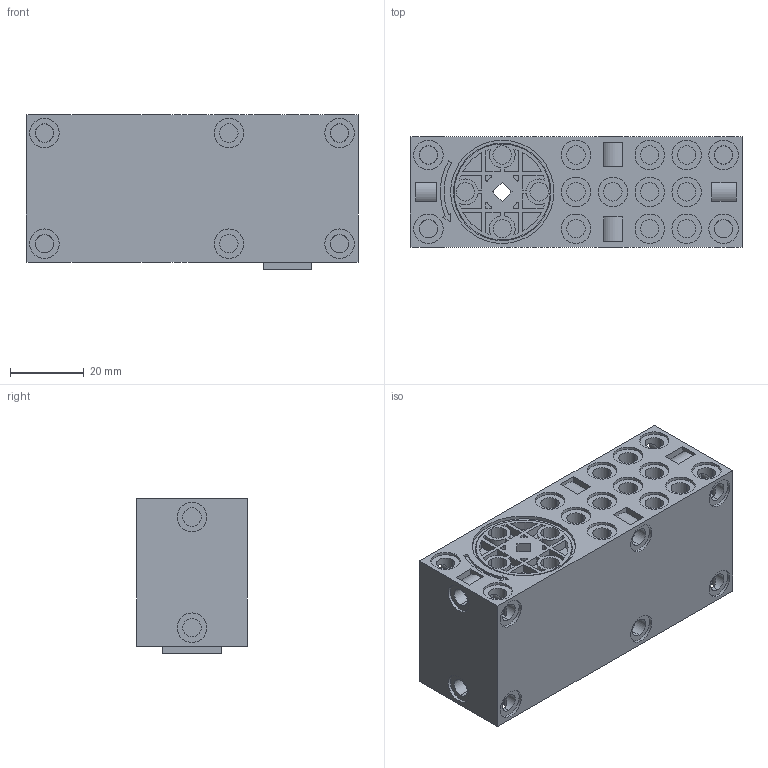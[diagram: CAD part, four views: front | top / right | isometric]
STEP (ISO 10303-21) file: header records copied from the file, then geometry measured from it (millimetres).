
FILE_DESCRIPTION (( 'STEP AP214' ), '1' );
FILE_NAME ('MObeta.STEP', '2019-08-21T16:54:20', ( '' ), ( '' ), 'SwSTEP 2.0', 'SolidWorks 2019', '' );
FILE_SCHEMA (( 'AUTOMOTIVE_DESIGN' ));
Length unit declared in the file: millimetre
Products named in the file (1): MObeta
Bounding box: 90 x 30 x 41.95 mm (x, y, z)
Volume: 96215 mm3; surface area: 25445.3 mm2
Topology: 1 solids, 3 shells, 592 faces, 1353 edges, 886 vertices
Faces by surface type: cylinder 304, plane 288
Entity records: 17030 total; most frequent: CARTESIAN_POINT 3024, DIRECTION 3019, ORIENTED_EDGE 2706, EDGE_CURVE 1353, AXIS2_PLACEMENT_3D 1137, VERTEX_POINT 886, LINE 745, VECTOR 745
